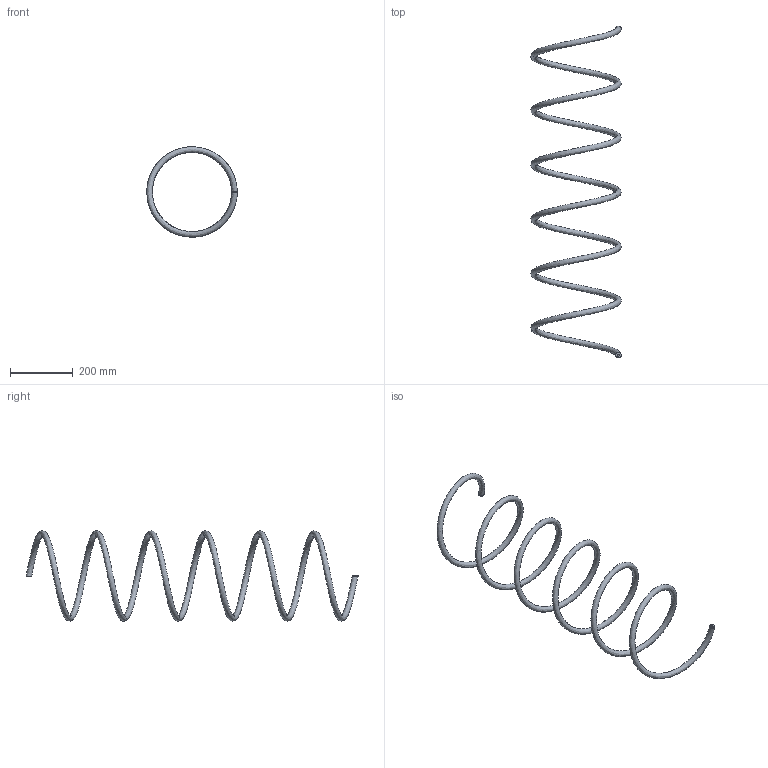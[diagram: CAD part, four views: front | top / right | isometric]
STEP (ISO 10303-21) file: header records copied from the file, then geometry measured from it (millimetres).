
FILE_DESCRIPTION(/* description */ (''),/* implementation_level */ '2;1');
FILE_NAME(/* name */ '0003-Spiral-Antenne.stp',/* time_stamp */ '2024-02-09T12:14:38+01:00',/* author */ ('Dominik'),/* organization */ (''),/* preprocessor_version */ 'ST-DEVELOPER v19.2',/* originating_system */ 'Autodesk Inventor 2023',/* authorisation */ '');
FILE_SCHEMA (('AUTOMOTIVE_DESIGN { 1 0 10303 214 3 1 1 }'));
Length unit declared in the file: millimetre
Products named in the file (4): 0003-Spiral-Antenne; 0020-Spiral-Antenne; 0022-Spiral-Antenne_Deckel; 0023-Spiral-Antenne_Anschluss
Assembly tree (3 placements, depth 2):
  0003-Spiral-Antenne
    0020-Spiral-Antenne
    0022-Spiral-Antenne_Deckel
    0023-Spiral-Antenne_Anschluss
Bounding box: 287.96 x 1057.2 x 287.96 mm (x, y, z)
Volume: 513121.9 mm3; surface area: 518474.2 mm2
Topology: 3 solids, 3 shells, 11 faces, 15 edges, 10 vertices
Faces by surface type: plane 6, cylinder 3, bspline 2
Full cylindrical faces by diameter (mm): 6.647 x1, 18 x2
Entity records: 5967 total; most frequent: CARTESIAN_POINT 5619, DIRECTION 55, ORIENTED_EDGE 30, AXIS2_PLACEMENT_3D 26, EDGE_LOOP 15, EDGE_CURVE 15, FACE_OUTER_BOUND 11, ADVANCED_FACE 11
